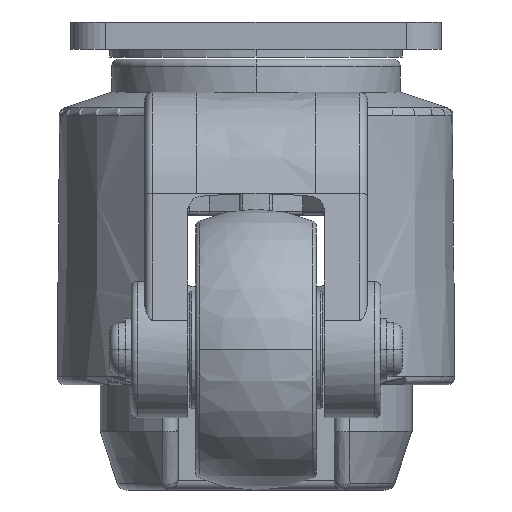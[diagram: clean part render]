
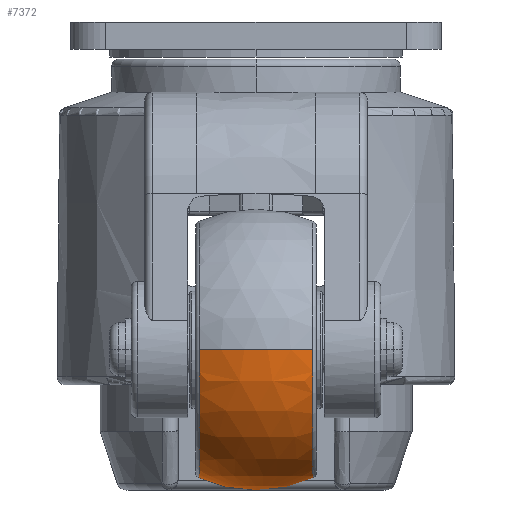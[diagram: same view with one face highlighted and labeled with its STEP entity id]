
A CAD part, left-side view. The second image highlights one B-rep face of the part: STEP entity #7372.
In plain terms, the highlighted spherical face has radius 36 mm.
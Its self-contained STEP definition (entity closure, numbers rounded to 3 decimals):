
#1 = CARTESIAN_POINT ( 'NONE',  ( -4.5, 47.5, -77. ) ) ;
#66 = VERTEX_POINT ( 'NONE', #5187 ) ;
#520 = CIRCLE ( 'NONE', #1931, 32.903 ) ;
#627 = DIRECTION ( 'NONE',  ( 0., 0., 1. ) ) ;
#660 = CARTESIAN_POINT ( 'NONE',  ( -4.5, 32.891, -109.903 ) ) ;
#676 = CIRCLE ( 'NONE', #9929, 32.903 ) ;
#897 = VERTEX_POINT ( 'NONE', #660 ) ;
#1619 = DIRECTION ( 'NONE',  ( -1., 0., 0. ) ) ;
#1931 = AXIS2_PLACEMENT_3D ( 'NONE', #8433, #5581, #15032 ) ;
#2125 = CIRCLE ( 'NONE', #7967, 32.903 ) ;
#2199 = CARTESIAN_POINT ( 'NONE',  ( -4.5, 32.891, -77. ) ) ;
#2982 = EDGE_CURVE ( 'NONE', #66, #15846, #15504, .T. ) ;
#3040 = DIRECTION ( 'NONE',  ( 0., 0., -1. ) ) ;
#3060 = EDGE_LOOP ( 'NONE', ( #10344, #7906, #15837, #11770, #7183, #6886 ) ) ;
#3425 = EDGE_CURVE ( 'NONE', #897, #6334, #676, .T. ) ;
#4506 = DIRECTION ( 'NONE',  ( 1., 0., 0. ) ) ;
#5003 = CIRCLE ( 'NONE', #8897, 36. ) ;
#5187 = CARTESIAN_POINT ( 'NONE',  ( 28.403, 32.891, -77. ) ) ;
#5280 = CARTESIAN_POINT ( 'NONE',  ( -4.5, 62.109, -77. ) ) ;
#5313 = FACE_OUTER_BOUND ( 'NONE', #3060, .T. ) ;
#5543 = DIRECTION ( 'NONE',  ( 0., -1., 0. ) ) ;
#5581 = DIRECTION ( 'NONE',  ( 0., -1., 0. ) ) ;
#5657 = CARTESIAN_POINT ( 'NONE',  ( -4.5, 47.5, -77. ) ) ;
#5846 = SPHERICAL_SURFACE ( 'NONE', #10745, 36. ) ;
#6187 = CARTESIAN_POINT ( 'NONE',  ( -4.5, 62.109, -109.903 ) ) ;
#6334 = VERTEX_POINT ( 'NONE', #8600 ) ;
#6393 = CIRCLE ( 'NONE', #16995, 32.903 ) ;
#6886 = ORIENTED_EDGE ( 'NONE', *, *, #2982, .F. ) ;
#7183 = ORIENTED_EDGE ( 'NONE', *, *, #11211, .T. ) ;
#7372 = ADVANCED_FACE ( 'NONE', ( #5313 ), #5846, .T. ) ;
#7646 = AXIS2_PLACEMENT_3D ( 'NONE', #1, #627, #4506 ) ;
#7906 = ORIENTED_EDGE ( 'NONE', *, *, #3425, .T. ) ;
#7967 = AXIS2_PLACEMENT_3D ( 'NONE', #15387, #11383, #11956 ) ;
#8405 = CARTESIAN_POINT ( 'NONE',  ( -37.403, 62.109, -77. ) ) ;
#8433 = CARTESIAN_POINT ( 'NONE',  ( -4.5, 62.109, -77. ) ) ;
#8600 = CARTESIAN_POINT ( 'NONE',  ( -37.403, 32.891, -77. ) ) ;
#8897 = AXIS2_PLACEMENT_3D ( 'NONE', #5657, #3040, #1619 ) ;
#9092 = DIRECTION ( 'NONE',  ( 0., 1., 0. ) ) ;
#9929 = AXIS2_PLACEMENT_3D ( 'NONE', #2199, #9092, #15496 ) ;
#10344 = ORIENTED_EDGE ( 'NONE', *, *, #12805, .T. ) ;
#10745 = AXIS2_PLACEMENT_3D ( 'NONE', #15370, #11265, #12685 ) ;
#10764 = VERTEX_POINT ( 'NONE', #8405 ) ;
#11211 = EDGE_CURVE ( 'NONE', #15026, #15846, #520, .T. ) ;
#11253 = EDGE_CURVE ( 'NONE', #6334, #10764, #5003, .T. ) ;
#11265 = DIRECTION ( 'NONE',  ( 0., 0., -1. ) ) ;
#11383 = DIRECTION ( 'NONE',  ( 0., 1., 0. ) ) ;
#11770 = ORIENTED_EDGE ( 'NONE', *, *, #17141, .T. ) ;
#11956 = DIRECTION ( 'NONE',  ( 0., 0., 1. ) ) ;
#12685 = DIRECTION ( 'NONE',  ( 1., 0., 0. ) ) ;
#12805 = EDGE_CURVE ( 'NONE', #66, #897, #2125, .T. ) ;
#14196 = CARTESIAN_POINT ( 'NONE',  ( 28.403, 62.109, -77. ) ) ;
#14720 = DIRECTION ( 'NONE',  ( 0., 0., -1. ) ) ;
#15026 = VERTEX_POINT ( 'NONE', #6187 ) ;
#15032 = DIRECTION ( 'NONE',  ( 0., 0., -1. ) ) ;
#15370 = CARTESIAN_POINT ( 'NONE',  ( -4.5, 47.5, -77. ) ) ;
#15387 = CARTESIAN_POINT ( 'NONE',  ( -4.5, 32.891, -77. ) ) ;
#15496 = DIRECTION ( 'NONE',  ( 0., 0., 1. ) ) ;
#15504 = CIRCLE ( 'NONE', #7646, 36. ) ;
#15837 = ORIENTED_EDGE ( 'NONE', *, *, #11253, .T. ) ;
#15846 = VERTEX_POINT ( 'NONE', #14196 ) ;
#16995 = AXIS2_PLACEMENT_3D ( 'NONE', #5280, #5543, #14720 ) ;
#17141 = EDGE_CURVE ( 'NONE', #10764, #15026, #6393, .T. ) ;
